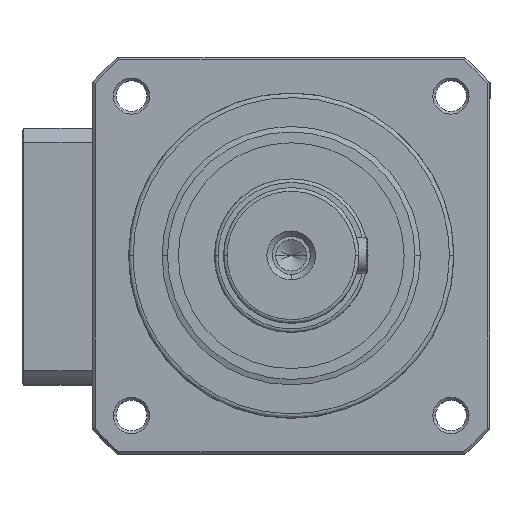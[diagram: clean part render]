
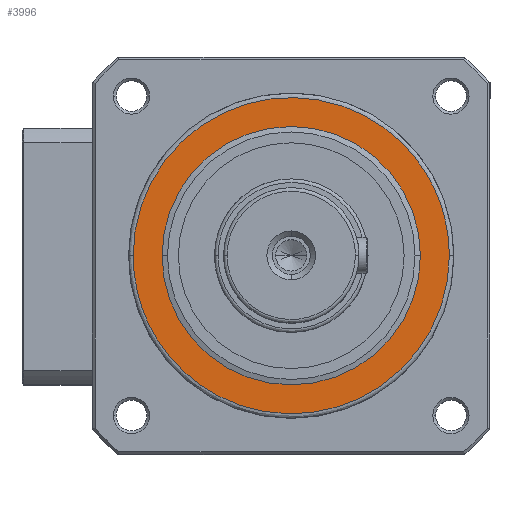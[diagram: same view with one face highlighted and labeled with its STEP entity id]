
A CAD part, top view. The second image highlights one B-rep face of the part: STEP entity #3996.
In plain terms, the highlighted planar face has unit normal (0, 0, 1).
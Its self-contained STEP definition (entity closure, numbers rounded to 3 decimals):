
#2977 = CARTESIAN_POINT ( 'NONE',  ( -87.5, 0., 130. ) ) ;
#3996 = ADVANCED_FACE ( 'NONE', ( #31274, #4773 ), #37735, .T. ) ;
#4698 = CIRCLE ( 'NONE', #36001, 71.5 ) ;
#4773 = FACE_OUTER_BOUND ( 'NONE', #35547, .T. ) ;
#6417 = CARTESIAN_POINT ( 'NONE',  ( 87.5, 0., 130. ) ) ;
#7671 = ORIENTED_EDGE ( 'NONE', *, *, #39756, .T. ) ;
#10134 = DIRECTION ( 'NONE',  ( 0., 0., -1. ) ) ;
#13436 = CARTESIAN_POINT ( 'NONE',  ( 0., 0., 130. ) ) ;
#15525 = ORIENTED_EDGE ( 'NONE', *, *, #15970, .F. ) ;
#15542 = CARTESIAN_POINT ( 'NONE',  ( -87.5, -175., 130. ) ) ;
#15970 = EDGE_CURVE ( 'NONE', #37810, #37091, #27041, .T. ) ;
#16863 = DIRECTION ( 'NONE',  ( -1., 0., 0. ) ) ;
#18186 = CARTESIAN_POINT ( 'NONE',  ( -71.5, 0., 130. ) ) ;
#20127 = CARTESIAN_POINT ( 'NONE',  ( 87.5, 175., 130. ) ) ;
#20956 = VERTEX_POINT ( 'NONE', #18186 ) ;
#21796 =( BOUNDED_CURVE ( )  B_SPLINE_CURVE ( 3, ( #42970, #32871, #15542, #39807 ),
 .UNSPECIFIED., .F., .F. ) 
 B_SPLINE_CURVE_WITH_KNOTS ( ( 4, 4 ),
 ( 0., 0.5 ),
 .UNSPECIFIED. ) 
 CURVE ( )  GEOMETRIC_REPRESENTATION_ITEM ( )  RATIONAL_B_SPLINE_CURVE ( ( 1., 0.333, 0.333, 1. ) ) 
 REPRESENTATION_ITEM ( '' )  );
#27041 =( BOUNDED_CURVE ( )  B_SPLINE_CURVE ( 3, ( #2977, #44362, #20127, #6417 ),
 .UNSPECIFIED., .F., .F. ) 
 B_SPLINE_CURVE_WITH_KNOTS ( ( 4, 4 ),
 ( 0.5, 1. ),
 .UNSPECIFIED. ) 
 CURVE ( )  GEOMETRIC_REPRESENTATION_ITEM ( )  RATIONAL_B_SPLINE_CURVE ( ( 1., 0.333, 0.333, 1. ) ) 
 REPRESENTATION_ITEM ( '' )  );
#30576 = CARTESIAN_POINT ( 'NONE',  ( 71.5, 0., 130. ) ) ;
#30870 = CARTESIAN_POINT ( 'NONE',  ( 0., 0., 130. ) ) ;
#31274 = FACE_BOUND ( 'NONE', #44111, .T. ) ;
#32871 = CARTESIAN_POINT ( 'NONE',  ( 87.5, -175., 130. ) ) ;
#33034 = CARTESIAN_POINT ( 'NONE',  ( -87.5, 0., 130. ) ) ;
#33124 = AXIS2_PLACEMENT_3D ( 'NONE', #13436, #37660, #16863 ) ;
#33265 = ORIENTED_EDGE ( 'NONE', *, *, #44251, .T. ) ;
#33456 = VERTEX_POINT ( 'NONE', #30576 ) ;
#34415 = DIRECTION ( 'NONE',  ( -1., 0., 0. ) ) ;
#35547 = EDGE_LOOP ( 'NONE', ( #40535, #15525 ) ) ;
#36001 = AXIS2_PLACEMENT_3D ( 'NONE', #30870, #10134, #34415 ) ;
#36107 = DIRECTION ( 'NONE',  ( 1., 0., 0. ) ) ;
#36245 = DIRECTION ( 'NONE',  ( 0., 0., 1. ) ) ;
#36389 = CARTESIAN_POINT ( 'NONE',  ( 0., 0., 130. ) ) ;
#36639 = EDGE_CURVE ( 'NONE', #37091, #37810, #21796, .T. ) ;
#37091 = VERTEX_POINT ( 'NONE', #38670 ) ;
#37660 = DIRECTION ( 'NONE',  ( 0., 0., -1. ) ) ;
#37667 = AXIS2_PLACEMENT_3D ( 'NONE', #36389, #36245, #36107 ) ;
#37735 = PLANE ( 'NONE',  #37667 ) ;
#37810 = VERTEX_POINT ( 'NONE', #33034 ) ;
#38670 = CARTESIAN_POINT ( 'NONE',  ( 87.5, 0., 130. ) ) ;
#39756 = EDGE_CURVE ( 'NONE', #33456, #20956, #42596, .T. ) ;
#39807 = CARTESIAN_POINT ( 'NONE',  ( -87.5, 0., 130. ) ) ;
#40535 = ORIENTED_EDGE ( 'NONE', *, *, #36639, .F. ) ;
#42596 = CIRCLE ( 'NONE', #33124, 71.5 ) ;
#42970 = CARTESIAN_POINT ( 'NONE',  ( 87.5, 0., 130. ) ) ;
#44111 = EDGE_LOOP ( 'NONE', ( #33265, #7671 ) ) ;
#44251 = EDGE_CURVE ( 'NONE', #20956, #33456, #4698, .T. ) ;
#44362 = CARTESIAN_POINT ( 'NONE',  ( -87.5, 175., 130. ) ) ;
